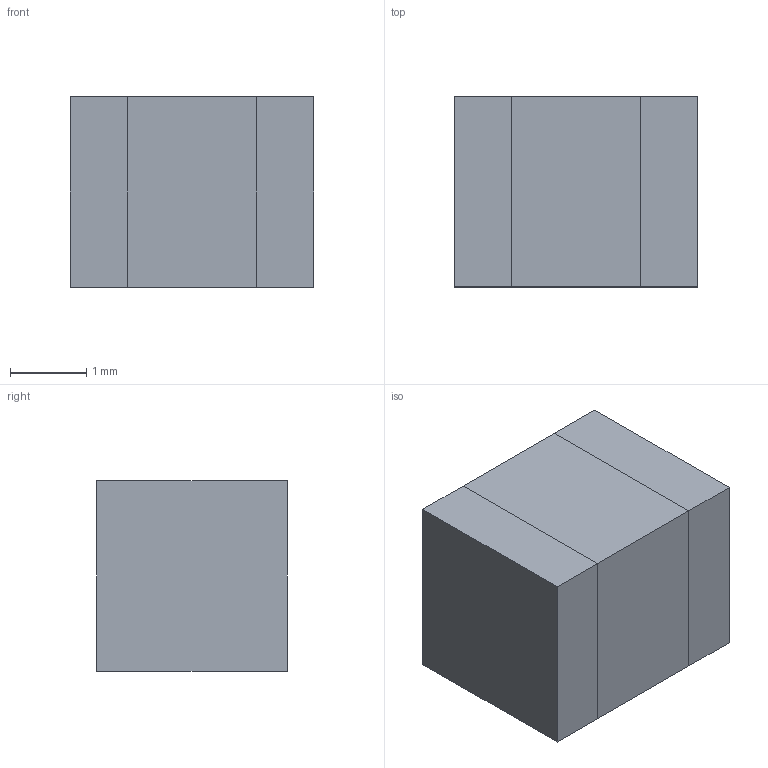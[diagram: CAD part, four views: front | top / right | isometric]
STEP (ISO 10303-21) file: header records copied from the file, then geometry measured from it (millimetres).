
FILE_DESCRIPTION(('FreeCAD Model'),'2;1');
FILE_NAME('1210.step','2019-09-03T08:50:45',('kicad StepUp'),('ksu MCAD'), 'Open CASCADE STEP processor 7.3','FreeCAD','Unknown');
FILE_SCHEMA(('AUTOMOTIVE_DESIGN { 1 0 10303 214 1 1 1 1 }'));
Length unit declared in the file: millimetre
Products named in the file (1): 1210
Bounding box: 3.2 x 2.5 x 2.5 mm (x, y, z)
Volume: 20 mm3; surface area: 44.5 mm2
Topology: 1 solids, 1 shells, 14 faces, 28 edges, 16 vertices
Faces by surface type: plane 14
Entity records: 459 total; most frequent: CARTESIAN_POINT 59, DIRECTION 58, ORIENTED_EDGE 56, EDGE_CURVE 28, LINE 28, VECTOR 28, VERTEX_POINT 16, AXIS2_PLACEMENT_3D 15
